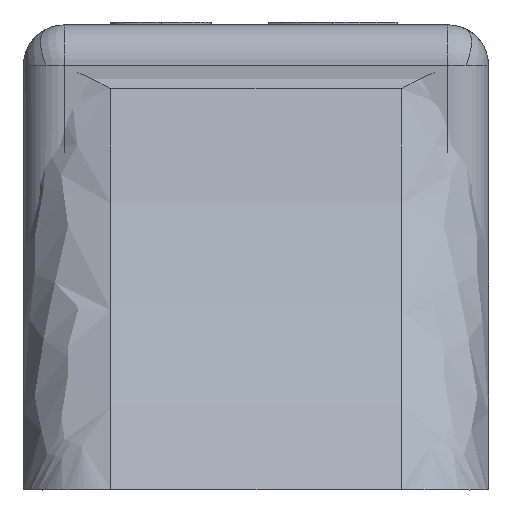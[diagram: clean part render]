
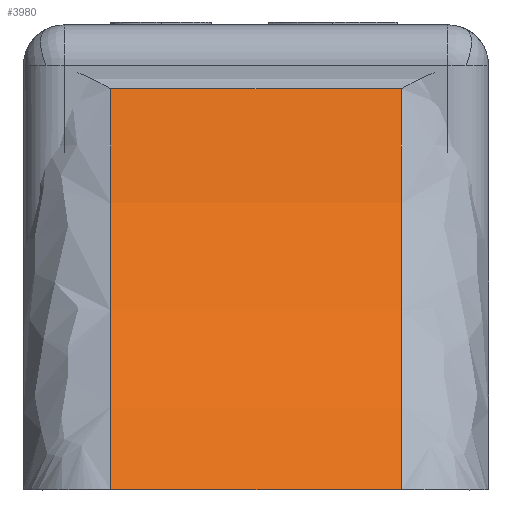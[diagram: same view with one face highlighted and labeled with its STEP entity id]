
A CAD part, left-side view. The second image highlights one B-rep face of the part: STEP entity #3980.
In plain terms, the highlighted cylindrical face has radius 1.21 mm (diameter 2.42 mm), a partial arc.
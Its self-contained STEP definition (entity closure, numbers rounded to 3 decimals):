
#21 = EDGE_CURVE ( 'NONE', #18465, #5452, #5124, .T. ) ;
#487 = EDGE_CURVE ( 'NONE', #14931, #7624, #13415, .T. ) ;
#1088 = DIRECTION ( 'NONE',  ( 1., 0., 0. ) ) ;
#1122 = DIRECTION ( 'NONE',  ( 0., -1., 0. ) ) ;
#3162 = CARTESIAN_POINT ( 'NONE',  ( -1.23, -0.25, 0. ) ) ;
#3944 = VECTOR ( 'NONE', #4977, 1000. ) ;
#3980 = ADVANCED_FACE ( 'NONE', ( #4803 ), #21593, .F. ) ;
#4706 = CARTESIAN_POINT ( 'NONE',  ( -0.808, 0.25, 0.69 ) ) ;
#4803 = FACE_OUTER_BOUND ( 'NONE', #15151, .T. ) ;
#4841 = LINE ( 'NONE', #22093, #14324 ) ;
#4920 = CARTESIAN_POINT ( 'NONE',  ( -1.23, 0.25, 0. ) ) ;
#4977 = DIRECTION ( 'NONE',  ( 0., 1., 0. ) ) ;
#5124 = CIRCLE ( 'NONE', #15182, 1.21 ) ;
#5452 = VERTEX_POINT ( 'NONE', #3162 ) ;
#6120 = EDGE_CURVE ( 'NONE', #7624, #18465, #4841, .T. ) ;
#6626 = ORIENTED_EDGE ( 'NONE', *, *, #20609, .F. ) ;
#7624 = VERTEX_POINT ( 'NONE', #4706 ) ;
#7629 = ORIENTED_EDGE ( 'NONE', *, *, #21, .F. ) ;
#7944 = DIRECTION ( 'NONE',  ( 0., 1., 0. ) ) ;
#8702 = DIRECTION ( 'NONE',  ( -1., 0., 0. ) ) ;
#10417 = DIRECTION ( 'NONE',  ( 0., -1., 0. ) ) ;
#12996 = CARTESIAN_POINT ( 'NONE',  ( -0.808, -0.25, 0.69 ) ) ;
#13415 = CIRCLE ( 'NONE', #19890, 1.21 ) ;
#13605 = ORIENTED_EDGE ( 'NONE', *, *, #487, .F. ) ;
#14324 = VECTOR ( 'NONE', #1122, 1000. ) ;
#14912 = CARTESIAN_POINT ( 'NONE',  ( -1.992, -0.25, 0.94 ) ) ;
#14931 = VERTEX_POINT ( 'NONE', #4920 ) ;
#15151 = EDGE_LOOP ( 'NONE', ( #13605, #6626, #7629, #21100 ) ) ;
#15182 = AXIS2_PLACEMENT_3D ( 'NONE', #14912, #7944, #16496 ) ;
#15336 = LINE ( 'NONE', #21877, #3944 ) ;
#15374 = AXIS2_PLACEMENT_3D ( 'NONE', #16620, #18568, #1088 ) ;
#16496 = DIRECTION ( 'NONE',  ( 0., 0., -1. ) ) ;
#16620 = CARTESIAN_POINT ( 'NONE',  ( -1.992, -1.285, 0.94 ) ) ;
#18465 = VERTEX_POINT ( 'NONE', #12996 ) ;
#18568 = DIRECTION ( 'NONE',  ( 0., -1., 0. ) ) ;
#18973 = CARTESIAN_POINT ( 'NONE',  ( -1.992, 0.25, 0.94 ) ) ;
#19890 = AXIS2_PLACEMENT_3D ( 'NONE', #18973, #10417, #8702 ) ;
#20609 = EDGE_CURVE ( 'NONE', #5452, #14931, #15336, .T. ) ;
#21100 = ORIENTED_EDGE ( 'NONE', *, *, #6120, .F. ) ;
#21593 = CYLINDRICAL_SURFACE ( 'NONE', #15374, 1.21 ) ;
#21877 = CARTESIAN_POINT ( 'NONE',  ( -1.23, -1.285, 0. ) ) ;
#22093 = CARTESIAN_POINT ( 'NONE',  ( -0.808, -1.285, 0.69 ) ) ;
